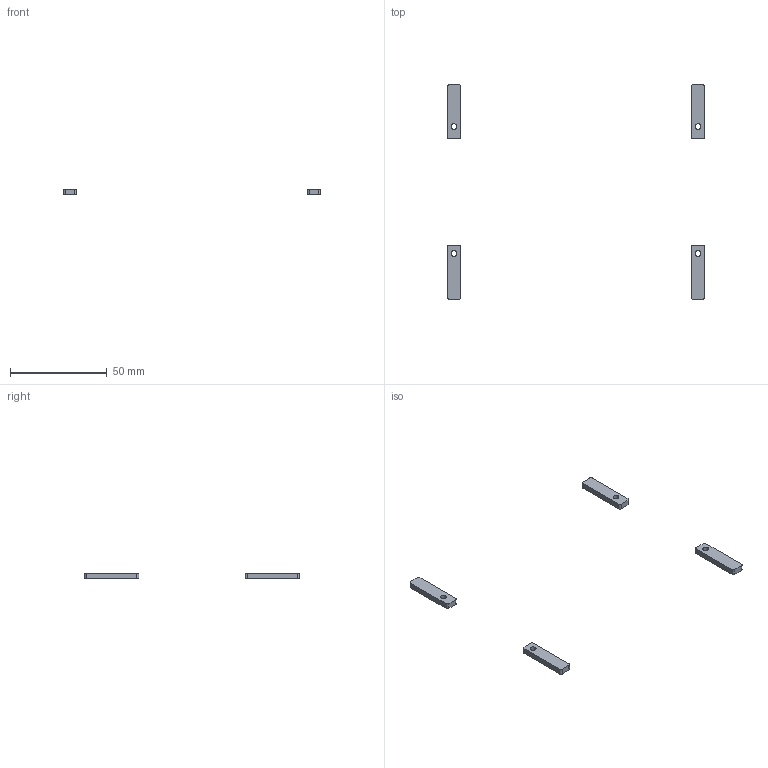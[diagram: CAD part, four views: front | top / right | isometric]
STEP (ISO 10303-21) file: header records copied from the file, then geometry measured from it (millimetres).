
FILE_DESCRIPTION(('FreeCAD Model'),'2;1');
FILE_NAME('holding_clamps_acr_3mm.step','2019-03-27T19:06:36',('Anool'),( 'Wyolum'),'Open CASCADE STEP processor 7.3','FreeCAD','Unknown');
FILE_SCHEMA(('AUTOMOTIVE_DESIGN { 1 0 10303 214 1 1 1 1 }'));
Length unit declared in the file: millimetre
Products named in the file (2): Mirror_of_Fillet001; Fillet001
Bounding box: 133.1 x 111 x 3 mm (x, y, z)
Volume: 2223.3 mm3; surface area: 2412.3 mm2
Topology: 4 solids, 4 shells, 44 faces, 108 edges, 72 vertices
Faces by surface type: plane 24, cylinder 20
Full cylindrical faces by diameter (mm): 3 x4
Entity records: 1654 total; most frequent: DIRECTION 238, CARTESIAN_POINT 225, ORIENTED_EDGE 216, EDGE_CURVE 108, AXIS2_PLACEMENT_3D 85, VERTEX_POINT 72, LINE 68, VECTOR 68
